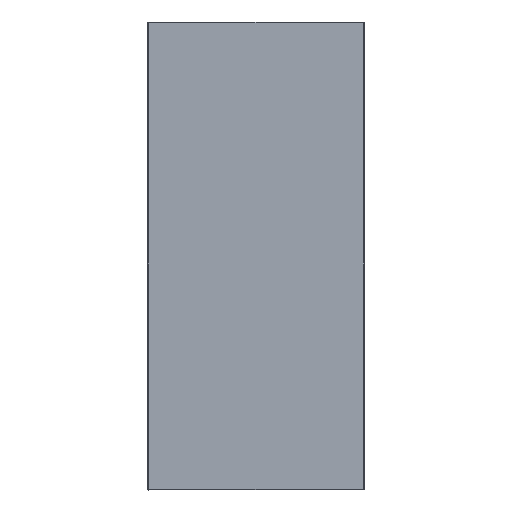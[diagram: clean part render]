
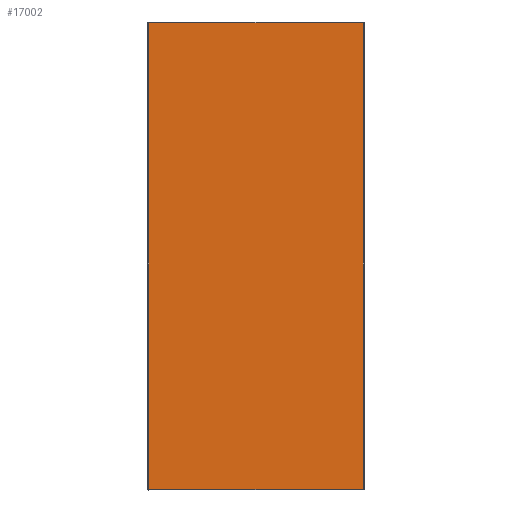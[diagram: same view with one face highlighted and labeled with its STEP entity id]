
A CAD part, top view. The second image highlights one B-rep face of the part: STEP entity #17002.
In plain terms, the highlighted planar face has unit normal (0, 0, 1).
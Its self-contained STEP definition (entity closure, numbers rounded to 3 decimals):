
#1783 = EDGE_CURVE ( 'NONE', #7020, #4558, #13291, .T. ) ;
#2094 = EDGE_CURVE ( 'NONE', #4558, #6642, #6180, .T. ) ;
#2802 = VERTEX_POINT ( 'NONE', #16728 ) ;
#3078 = EDGE_LOOP ( 'NONE', ( #12949, #17152, #3892, #15360 ) ) ;
#3132 = DIRECTION ( 'NONE',  ( 1., 0., 0. ) ) ;
#3892 = ORIENTED_EDGE ( 'NONE', *, *, #1783, .T. ) ;
#4082 = CARTESIAN_POINT ( 'NONE',  ( -378., 822., 0. ) ) ;
#4558 = VERTEX_POINT ( 'NONE', #15420 ) ;
#4588 = LINE ( 'NONE', #5521, #18246 ) ;
#5521 = CARTESIAN_POINT ( 'NONE',  ( 378., -9075., 0. ) ) ;
#6024 = PLANE ( 'NONE',  #6839 ) ;
#6180 = LINE ( 'NONE', #9065, #13508 ) ;
#6642 = VERTEX_POINT ( 'NONE', #13446 ) ;
#6839 = AXIS2_PLACEMENT_3D ( 'NONE', #12095, #16638, #7589 ) ;
#7020 = VERTEX_POINT ( 'NONE', #4082 ) ;
#7502 = EDGE_CURVE ( 'NONE', #6642, #2802, #4588, .T. ) ;
#7589 = DIRECTION ( 'NONE',  ( 1., 0., 0. ) ) ;
#8320 = VECTOR ( 'NONE', #10985, 1000. ) ;
#8492 = FACE_OUTER_BOUND ( 'NONE', #3078, .T. ) ;
#8707 = CARTESIAN_POINT ( 'NONE',  ( 8631., 822., 0. ) ) ;
#9065 = CARTESIAN_POINT ( 'NONE',  ( -8631., -822., 0. ) ) ;
#10985 = DIRECTION ( 'NONE',  ( 0., -1., 0. ) ) ;
#12095 = CARTESIAN_POINT ( 'NONE',  ( 0., 0., 0. ) ) ;
#12949 = ORIENTED_EDGE ( 'NONE', *, *, #7502, .T. ) ;
#13291 = LINE ( 'NONE', #14108, #8320 ) ;
#13446 = CARTESIAN_POINT ( 'NONE',  ( 378., -822., 0. ) ) ;
#13508 = VECTOR ( 'NONE', #3132, 1000. ) ;
#13928 = VECTOR ( 'NONE', #15165, 1000. ) ;
#14108 = CARTESIAN_POINT ( 'NONE',  ( -378., 9075., 0. ) ) ;
#14359 = DIRECTION ( 'NONE',  ( 0., 1., 0. ) ) ;
#15165 = DIRECTION ( 'NONE',  ( -1., 0., 0. ) ) ;
#15360 = ORIENTED_EDGE ( 'NONE', *, *, #2094, .T. ) ;
#15420 = CARTESIAN_POINT ( 'NONE',  ( -378., -822., 0. ) ) ;
#16638 = DIRECTION ( 'NONE',  ( 0., 0., 1. ) ) ;
#16728 = CARTESIAN_POINT ( 'NONE',  ( 378., 822., 0. ) ) ;
#17002 = ADVANCED_FACE ( 'NONE', ( #8492 ), #6024, .T. ) ;
#17152 = ORIENTED_EDGE ( 'NONE', *, *, #17590, .T. ) ;
#17590 = EDGE_CURVE ( 'NONE', #2802, #7020, #17911, .T. ) ;
#17911 = LINE ( 'NONE', #8707, #13928 ) ;
#18246 = VECTOR ( 'NONE', #14359, 1000. ) ;
